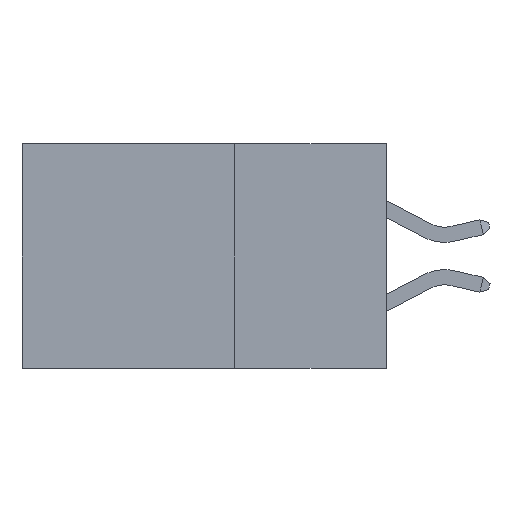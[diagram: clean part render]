
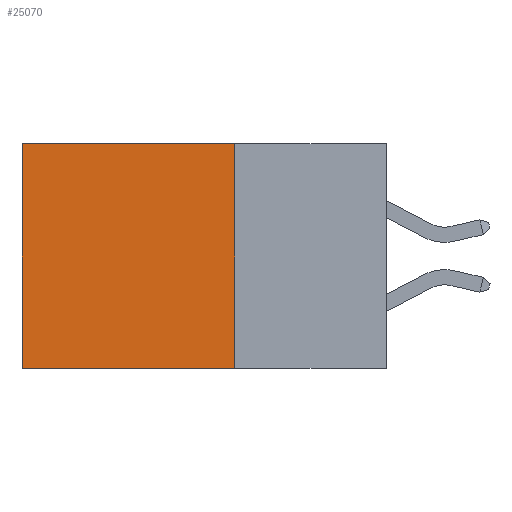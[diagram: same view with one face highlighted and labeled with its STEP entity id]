
A CAD part, left-side view. The second image highlights one B-rep face of the part: STEP entity #25070.
In plain terms, the highlighted planar face has unit normal (-1, 0, 0).
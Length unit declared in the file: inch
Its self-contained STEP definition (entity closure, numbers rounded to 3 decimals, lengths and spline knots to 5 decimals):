
#615 = EDGE_CURVE ( 'NONE', #14460, #22002, #20953, .T. ) ;
#1871 = CARTESIAN_POINT ( 'NONE',  ( 0.2615, 0.25, 0. ) ) ;
#1931 = VERTEX_POINT ( 'NONE', #2170 ) ;
#2170 = CARTESIAN_POINT ( 'NONE',  ( 0.2615, 0.6, -0.37 ) ) ;
#3863 = DIRECTION ( 'NONE',  ( 0., 1., 0. ) ) ;
#4397 = VECTOR ( 'NONE', #13948, 39.37008 ) ;
#4735 = LINE ( 'NONE', #6388, #14542 ) ;
#4867 = CARTESIAN_POINT ( 'NONE',  ( 0.2615, 0.25, 0. ) ) ;
#5364 = PLANE ( 'NONE',  #8400 ) ;
#5407 = VECTOR ( 'NONE', #18580, 39.37008 ) ;
#5962 = EDGE_CURVE ( 'NONE', #22002, #1931, #4735, .T. ) ;
#6284 = DIRECTION ( 'NONE',  ( 0., 1., 0. ) ) ;
#6388 = CARTESIAN_POINT ( 'NONE',  ( 0.2615, 0.25, -0.37 ) ) ;
#6405 = ORIENTED_EDGE ( 'NONE', *, *, #20455, .T. ) ;
#7324 = DIRECTION ( 'NONE',  ( 0., 0., -1. ) ) ;
#8400 = AXIS2_PLACEMENT_3D ( 'NONE', #22771, #19015, #7324 ) ;
#8610 = ORIENTED_EDGE ( 'NONE', *, *, #21290, .T. ) ;
#8830 = ORIENTED_EDGE ( 'NONE', *, *, #615, .F. ) ;
#12016 = CARTESIAN_POINT ( 'NONE',  ( 0.2615, 0.6, -0.37 ) ) ;
#13317 = LINE ( 'NONE', #1871, #17871 ) ;
#13948 = DIRECTION ( 'NONE',  ( 0., 0., -1. ) ) ;
#14460 = VERTEX_POINT ( 'NONE', #4867 ) ;
#14542 = VECTOR ( 'NONE', #6284, 39.37008 ) ;
#17025 = FACE_OUTER_BOUND ( 'NONE', #19432, .T. ) ;
#17534 = ORIENTED_EDGE ( 'NONE', *, *, #5962, .F. ) ;
#17871 = VECTOR ( 'NONE', #3863, 39.37008 ) ;
#18243 = CARTESIAN_POINT ( 'NONE',  ( 0.2615, 0.25, -0.37 ) ) ;
#18254 = CARTESIAN_POINT ( 'NONE',  ( 0.2615, 0.25, -0.37 ) ) ;
#18580 = DIRECTION ( 'NONE',  ( 0., 0., -1. ) ) ;
#19015 = DIRECTION ( 'NONE',  ( 1., 0., 0. ) ) ;
#19247 = VERTEX_POINT ( 'NONE', #23990 ) ;
#19358 = LINE ( 'NONE', #12016, #4397 ) ;
#19432 = EDGE_LOOP ( 'NONE', ( #8610, #17534, #8830, #6405 ) ) ;
#20455 = EDGE_CURVE ( 'NONE', #14460, #19247, #13317, .T. ) ;
#20953 = LINE ( 'NONE', #18254, #5407 ) ;
#21290 = EDGE_CURVE ( 'NONE', #19247, #1931, #19358, .T. ) ;
#22002 = VERTEX_POINT ( 'NONE', #18243 ) ;
#22771 = CARTESIAN_POINT ( 'NONE',  ( 0.2615, 0.25, -0.37 ) ) ;
#23990 = CARTESIAN_POINT ( 'NONE',  ( 0.2615, 0.6, 0. ) ) ;
#25070 = ADVANCED_FACE ( 'NONE', ( #17025 ), #5364, .F. ) ;
